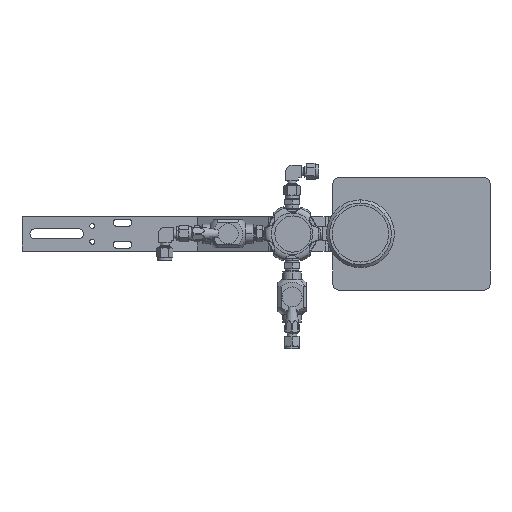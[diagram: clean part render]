
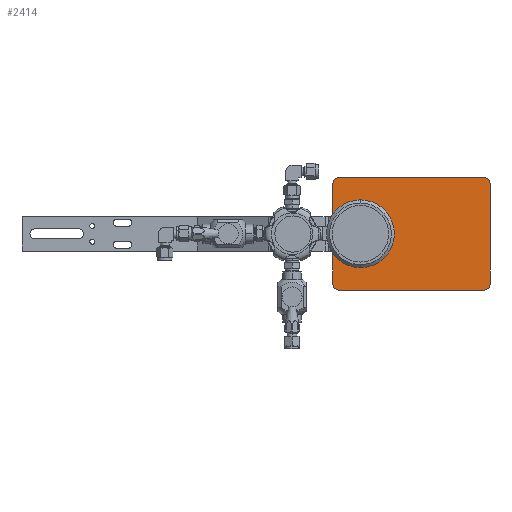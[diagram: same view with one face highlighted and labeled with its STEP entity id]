
A CAD part, front view. The second image highlights one B-rep face of the part: STEP entity #2414.
In plain terms, the highlighted face is planar.
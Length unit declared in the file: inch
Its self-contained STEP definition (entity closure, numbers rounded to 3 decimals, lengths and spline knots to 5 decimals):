
#2211=CARTESIAN_POINT('',(0.,-2.495,0.063));
#2212=DIRECTION('',(0.,0.,-1.));
#2213=DIRECTION('',(1.,0.,0.));
#2214=AXIS2_PLACEMENT_3D('',#2211,#2212,#2213);
#2216=CARTESIAN_POINT('',(0.,-2.495,0.063));
#2217=DIRECTION('',(0.,0.,-1.));
#2218=DIRECTION('',(-1.,0.,0.));
#2219=AXIS2_PLACEMENT_3D('',#2216,#2217,#2218);
#2221=CARTESIAN_POINT('',(2.,-2.875,0.063));
#2222=DIRECTION('',(0.,0.,1.));
#2223=DIRECTION('',(0.,-1.,0.));
#2224=AXIS2_PLACEMENT_3D('',#2221,#2222,#2223);
#2226=DIRECTION('',(1.,0.,0.));
#2227=VECTOR('',#2226,4.);
#2228=CARTESIAN_POINT('',(-2.,-3.125,0.063));
#2229=LINE('',#2228,#2227);
#2230=CARTESIAN_POINT('',(-2.,-2.875,0.063));
#2231=DIRECTION('',(0.,0.,1.));
#2232=DIRECTION('',(-1.,0.,0.));
#2233=AXIS2_PLACEMENT_3D('',#2230,#2231,#2232);
#2235=DIRECTION('',(0.,-1.,0.));
#2236=VECTOR('',#2235,5.75);
#2237=CARTESIAN_POINT('',(-2.25,2.875,0.063));
#2238=LINE('',#2237,#2236);
#2239=CARTESIAN_POINT('',(-2.,2.875,0.063));
#2240=DIRECTION('',(0.,0.,1.));
#2241=DIRECTION('',(0.,1.,0.));
#2242=AXIS2_PLACEMENT_3D('',#2239,#2240,#2241);
#2244=DIRECTION('',(-1.,0.,0.));
#2245=VECTOR('',#2244,4.);
#2246=CARTESIAN_POINT('',(2.,3.125,0.063));
#2247=LINE('',#2246,#2245);
#2248=CARTESIAN_POINT('',(2.,2.875,0.063));
#2249=DIRECTION('',(0.,0.,1.));
#2250=DIRECTION('',(1.,0.,0.));
#2251=AXIS2_PLACEMENT_3D('',#2248,#2249,#2250);
#2253=DIRECTION('',(0.,1.,0.));
#2254=VECTOR('',#2253,5.75);
#2255=CARTESIAN_POINT('',(2.25,-2.875,0.063));
#2256=LINE('',#2255,#2254);
#2293=CARTESIAN_POINT('',(0.205,-2.495,0.063));
#2294=CARTESIAN_POINT('',(-0.205,-2.495,0.063));
#2295=VERTEX_POINT('',#2293);
#2296=VERTEX_POINT('',#2294);
#2301=CARTESIAN_POINT('',(2.,-3.125,0.063));
#2302=VERTEX_POINT('',#2301);
#2303=CARTESIAN_POINT('',(2.25,-2.875,0.063));
#2304=VERTEX_POINT('',#2303);
#2309=CARTESIAN_POINT('',(-2.25,-2.875,0.063));
#2310=VERTEX_POINT('',#2309);
#2311=CARTESIAN_POINT('',(-2.,-3.125,0.063));
#2312=VERTEX_POINT('',#2311);
#2317=CARTESIAN_POINT('',(2.25,2.875,0.063));
#2318=VERTEX_POINT('',#2317);
#2319=CARTESIAN_POINT('',(2.,3.125,0.063));
#2320=VERTEX_POINT('',#2319);
#2325=CARTESIAN_POINT('',(-2.,3.125,0.063));
#2326=VERTEX_POINT('',#2325);
#2327=CARTESIAN_POINT('',(-2.25,2.875,0.063));
#2328=VERTEX_POINT('',#2327);
#2387=CARTESIAN_POINT('',(0.,0.,0.063));
#2388=DIRECTION('',(0.,0.,1.));
#2389=DIRECTION('',(1.,0.,0.));
#2390=AXIS2_PLACEMENT_3D('',#2387,#2388,#2389);
#2391=PLANE('',#2390);
#2393=ORIENTED_EDGE('',*,*,#2392,.F.);
#2395=ORIENTED_EDGE('',*,*,#2394,.F.);
#2397=ORIENTED_EDGE('',*,*,#2396,.F.);
#2399=ORIENTED_EDGE('',*,*,#2398,.F.);
#2401=ORIENTED_EDGE('',*,*,#2400,.F.);
#2403=ORIENTED_EDGE('',*,*,#2402,.F.);
#2405=ORIENTED_EDGE('',*,*,#2404,.F.);
#2407=ORIENTED_EDGE('',*,*,#2406,.F.);
#2408=EDGE_LOOP('',(#2393,#2395,#2397,#2399,#2401,#2403,#2405,#2407));
#2409=FACE_OUTER_BOUND('',#2408,.F.);
#2410=ORIENTED_EDGE('',*,*,#2367,.F.);
#2411=ORIENTED_EDGE('',*,*,#2381,.F.);
#2412=EDGE_LOOP('',(#2410,#2411));
#2413=FACE_BOUND('',#2412,.F.);
#2414=ADVANCED_FACE('',(#2409,#2413),#2391,.T.);
#2215=CIRCLE('',#2214,0.205);
#2220=CIRCLE('',#2219,0.205);
#2225=CIRCLE('',#2224,0.25);
#2234=CIRCLE('',#2233,0.25);
#2243=CIRCLE('',#2242,0.25);
#2252=CIRCLE('',#2251,0.25);
#2367=EDGE_CURVE('',#2295,#2296,#2215,.T.);
#2381=EDGE_CURVE('',#2296,#2295,#2220,.T.);
#2392=EDGE_CURVE('',#2302,#2304,#2225,.T.);
#2394=EDGE_CURVE('',#2312,#2302,#2229,.T.);
#2396=EDGE_CURVE('',#2310,#2312,#2234,.T.);
#2398=EDGE_CURVE('',#2328,#2310,#2238,.T.);
#2400=EDGE_CURVE('',#2326,#2328,#2243,.T.);
#2402=EDGE_CURVE('',#2320,#2326,#2247,.T.);
#2404=EDGE_CURVE('',#2318,#2320,#2252,.T.);
#2406=EDGE_CURVE('',#2304,#2318,#2256,.T.);
